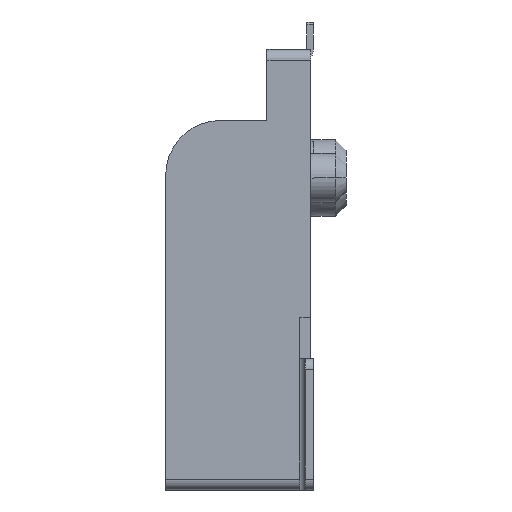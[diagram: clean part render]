
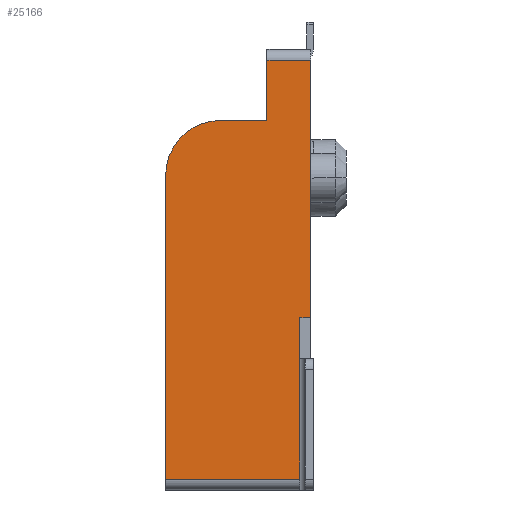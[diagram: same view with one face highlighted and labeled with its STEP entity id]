
A CAD part, left-side view. The second image highlights one B-rep face of the part: STEP entity #25166.
In plain terms, the highlighted planar face has unit normal (-1, 0, 0).
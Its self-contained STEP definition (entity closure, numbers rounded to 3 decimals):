
#20=DIRECTION('',(0.,1.,0.));
#21=VECTOR('',#20,0.2);
#22=CARTESIAN_POINT('',(-11.,0.05,-0.8));
#23=LINE('',#22,#21);
#24=CARTESIAN_POINT('',(-11.,1.7,1.8));
#25=DIRECTION('',(1.,0.,0.));
#26=DIRECTION('',(0.,1.,0.));
#27=AXIS2_PLACEMENT_3D('',#24,#25,#26);
#61=DIRECTION('',(0.,0.,1.));
#62=VECTOR('',#61,4.7);
#63=CARTESIAN_POINT('',(-11.,0.05,-0.8));
#64=LINE('',#63,#62);
#266=DIRECTION('',(0.,1.,0.));
#267=VECTOR('',#266,0.8);
#268=CARTESIAN_POINT('',(-11.,0.05,3.9));
#269=LINE('',#268,#267);
#279=DIRECTION('',(0.,0.,-1.));
#280=VECTOR('',#279,1.1);
#281=CARTESIAN_POINT('',(-11.,0.85,3.9));
#282=LINE('',#281,#280);
#595=DIRECTION('',(0.,1.,0.));
#596=VECTOR('',#595,0.85);
#597=CARTESIAN_POINT('',(-11.,0.85,2.8));
#598=LINE('',#597,#596);
#1055=DIRECTION('',(0.,0.,-1.));
#1056=VECTOR('',#1055,5.55);
#1057=CARTESIAN_POINT('',(-11.,2.7,1.8));
#1058=LINE('',#1057,#1056);
#1137=DIRECTION('',(0.,-1.,0.));
#1138=VECTOR('',#1137,2.45);
#1139=CARTESIAN_POINT('',(-11.,2.7,-3.75));
#1140=LINE('',#1139,#1138);
#1146=DIRECTION('',(0.,0.,1.));
#1147=VECTOR('',#1146,2.95);
#1148=CARTESIAN_POINT('',(-11.,0.25,-3.75));
#1149=LINE('',#1148,#1147);
#19163=CARTESIAN_POINT('',(-11.,0.25,-3.75));
#19164=CARTESIAN_POINT('',(-11.,0.25,-0.8));
#19165=VERTEX_POINT('',#19163);
#19166=VERTEX_POINT('',#19164);
#19167=CARTESIAN_POINT('',(-11.,2.7,-3.75));
#19168=VERTEX_POINT('',#19167);
#19169=CARTESIAN_POINT('',(-11.,2.7,1.8));
#19170=VERTEX_POINT('',#19169);
#19171=CARTESIAN_POINT('',(-11.,1.7,2.8));
#19172=VERTEX_POINT('',#19171);
#19173=CARTESIAN_POINT('',(-11.,0.85,2.8));
#19174=VERTEX_POINT('',#19173);
#19175=CARTESIAN_POINT('',(-11.,0.85,3.9));
#19176=VERTEX_POINT('',#19175);
#19177=CARTESIAN_POINT('',(-11.,0.05,-0.8));
#19178=VERTEX_POINT('',#19177);
#25119=CARTESIAN_POINT('',(-11.,0.05,3.9));
#25121=VERTEX_POINT('',#25119);
#25141=CARTESIAN_POINT('',(-11.,1.35,0.075));
#25142=DIRECTION('',(1.,0.,0.));
#25143=DIRECTION('',(0.,0.,-1.));
#25144=AXIS2_PLACEMENT_3D('',#25141,#25142,#25143);
#25145=PLANE('',#25144);
#25147=ORIENTED_EDGE('',*,*,#25146,.F.);
#25149=ORIENTED_EDGE('',*,*,#25148,.T.);
#25151=ORIENTED_EDGE('',*,*,#25150,.F.);
#25153=ORIENTED_EDGE('',*,*,#25152,.F.);
#25155=ORIENTED_EDGE('',*,*,#25154,.F.);
#25157=ORIENTED_EDGE('',*,*,#25156,.T.);
#25159=ORIENTED_EDGE('',*,*,#25158,.F.);
#25161=ORIENTED_EDGE('',*,*,#25160,.F.);
#25163=ORIENTED_EDGE('',*,*,#25162,.F.);
#25164=EDGE_LOOP('',(#25147,#25149,#25151,#25153,#25155,#25157,#25159,#25161,
#25163));
#25165=FACE_OUTER_BOUND('',#25164,.F.);
#25166=ADVANCED_FACE('',(#25165),#25145,.F.);
#28=CIRCLE('',#27,1.);
#25146=EDGE_CURVE('',#19178,#25121,#64,.T.);
#25148=EDGE_CURVE('',#19178,#19166,#23,.T.);
#25150=EDGE_CURVE('',#19165,#19166,#1149,.T.);
#25152=EDGE_CURVE('',#19168,#19165,#1140,.T.);
#25154=EDGE_CURVE('',#19170,#19168,#1058,.T.);
#25156=EDGE_CURVE('',#19170,#19172,#28,.T.);
#25158=EDGE_CURVE('',#19174,#19172,#598,.T.);
#25160=EDGE_CURVE('',#19176,#19174,#282,.T.);
#25162=EDGE_CURVE('',#25121,#19176,#269,.T.);
